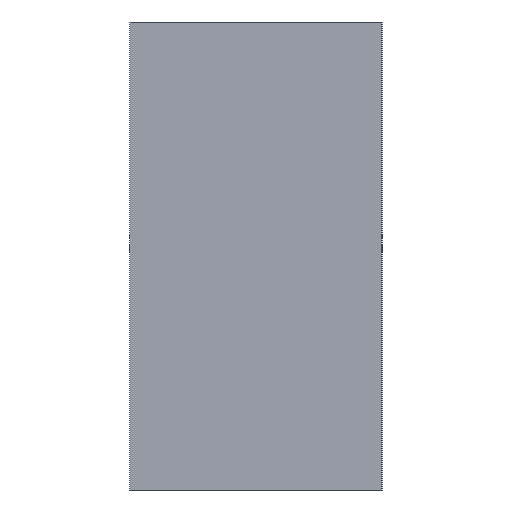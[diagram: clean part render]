
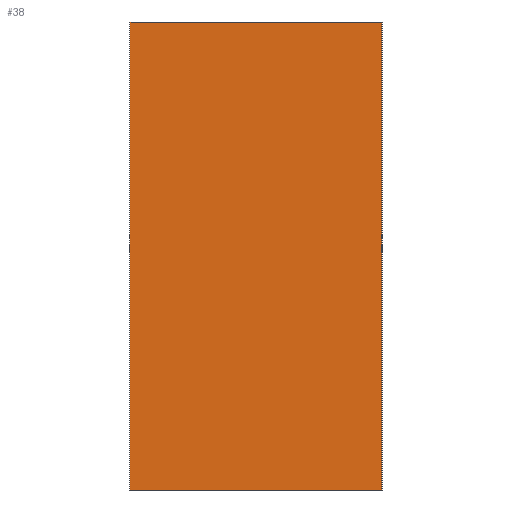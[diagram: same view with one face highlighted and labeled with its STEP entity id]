
A CAD part, left-side view. The second image highlights one B-rep face of the part: STEP entity #38.
In plain terms, the highlighted planar face has unit normal (-1, 0, 0).
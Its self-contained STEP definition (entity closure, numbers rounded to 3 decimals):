
#38 = ADVANCED_FACE( '', ( #78 ), #79, .F. );
#78 = FACE_OUTER_BOUND( '', #127, .T. );
#79 = PLANE( '', #128 );
#127 = EDGE_LOOP( '', ( #177, #178, #179, #180 ) );
#128 = AXIS2_PLACEMENT_3D( '', #181, #182, #183 );
#177 = ORIENTED_EDGE( '', *, *, #251, .T. );
#178 = ORIENTED_EDGE( '', *, *, #252, .F. );
#179 = ORIENTED_EDGE( '', *, *, #253, .F. );
#180 = ORIENTED_EDGE( '', *, *, #247, .T. );
#181 = CARTESIAN_POINT( '', ( -498., 42., 156. ) );
#182 = DIRECTION( '', ( 1., 0., 0. ) );
#183 = DIRECTION( '', ( 0., 0., -1. ) );
#247 = EDGE_CURVE( '', #281, #279, #282, .T. );
#251 = EDGE_CURVE( '', #279, #287, #288, .T. );
#252 = EDGE_CURVE( '', #289, #287, #290, .T. );
#253 = EDGE_CURVE( '', #281, #289, #291, .T. );
#279 = VERTEX_POINT( '', #325 );
#281 = VERTEX_POINT( '', #328 );
#282 = LINE( '', #329, #330 );
#287 = VERTEX_POINT( '', #337 );
#288 = LINE( '', #338, #339 );
#289 = VERTEX_POINT( '', #340 );
#290 = LINE( '', #341, #342 );
#291 = LINE( '', #343, #344 );
#325 = CARTESIAN_POINT( '', ( -498., 42., 0. ) );
#328 = CARTESIAN_POINT( '', ( -498., 42., 156. ) );
#329 = CARTESIAN_POINT( '', ( -498., 42., 156. ) );
#330 = VECTOR( '', #383, 1000. );
#337 = CARTESIAN_POINT( '', ( -498., -42., 0. ) );
#338 = CARTESIAN_POINT( '', ( -498., 42., 0. ) );
#339 = VECTOR( '', #386, 1000. );
#340 = CARTESIAN_POINT( '', ( -498., -42., 156. ) );
#341 = CARTESIAN_POINT( '', ( -498., -42., 156. ) );
#342 = VECTOR( '', #387, 1000. );
#343 = CARTESIAN_POINT( '', ( -498., 42., 156. ) );
#344 = VECTOR( '', #388, 1000. );
#383 = DIRECTION( '', ( 0., 0., -1. ) );
#386 = DIRECTION( '', ( 0., -1., 0. ) );
#387 = DIRECTION( '', ( 0., 0., -1. ) );
#388 = DIRECTION( '', ( 0., -1., 0. ) );
